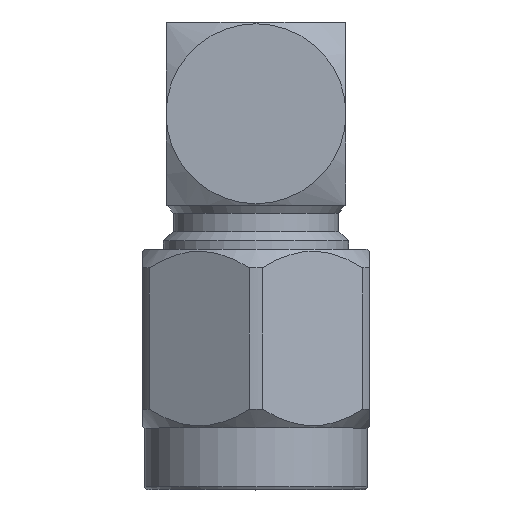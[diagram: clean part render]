
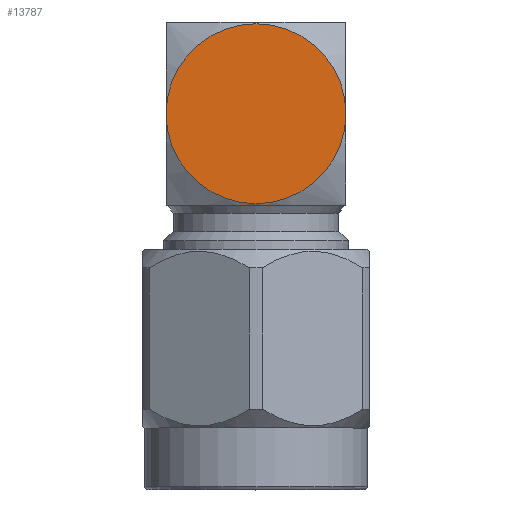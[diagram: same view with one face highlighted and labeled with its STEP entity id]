
A CAD part, top view. The second image highlights one B-rep face of the part: STEP entity #13787.
In plain terms, the highlighted face is planar.
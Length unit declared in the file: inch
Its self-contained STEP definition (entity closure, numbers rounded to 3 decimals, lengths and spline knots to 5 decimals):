
#534 = AXIS2_PLACEMENT_3D ( 'NONE', #1136, #2425, #7004 ) ;
#959 = PLANE ( 'NONE',  #534 ) ;
#1136 = CARTESIAN_POINT ( 'NONE',  ( -0.125, -1.65277, -0.125 ) ) ;
#2425 = DIRECTION ( 'NONE',  ( 1., 0., 0. ) ) ;
#5524 = CARTESIAN_POINT ( 'NONE',  ( -0.125, -0.52217, 0. ) ) ;
#7004 = DIRECTION ( 'NONE',  ( 0., 0., -1. ) ) ;
#7822 = AXIS2_PLACEMENT_3D ( 'NONE', #5524, #14189, #11318 ) ;
#10805 = CARTESIAN_POINT ( 'NONE',  ( -0.125, -0.52217, 0.125 ) ) ;
#11318 = DIRECTION ( 'NONE',  ( 0., 0., 1. ) ) ;
#11546 = ORIENTED_EDGE ( 'NONE', *, *, #19081, .F. ) ;
#11617 = CIRCLE ( 'NONE', #13502, 0.125 ) ;
#11695 = EDGE_LOOP ( 'NONE', ( #18522, #11546 ) ) ;
#11807 = VERTEX_POINT ( 'NONE', #17981 ) ;
#11904 = CARTESIAN_POINT ( 'NONE',  ( -0.125, -0.52217, 0. ) ) ;
#12209 = EDGE_CURVE ( 'NONE', #12558, #11807, #17547, .T. ) ;
#12558 = VERTEX_POINT ( 'NONE', #10805 ) ;
#13502 = AXIS2_PLACEMENT_3D ( 'NONE', #11904, #18092, #16329 ) ;
#13787 = ADVANCED_FACE ( 'NONE', ( #15859 ), #959, .F. ) ;
#14189 = DIRECTION ( 'NONE',  ( -1., 0., 0. ) ) ;
#15859 = FACE_OUTER_BOUND ( 'NONE', #11695, .T. ) ;
#16329 = DIRECTION ( 'NONE',  ( 0., 0., -1. ) ) ;
#17547 = CIRCLE ( 'NONE', #7822, 0.125 ) ;
#17981 = CARTESIAN_POINT ( 'NONE',  ( -0.125, -0.52217, -0.125 ) ) ;
#18092 = DIRECTION ( 'NONE',  ( 1., 0., 0. ) ) ;
#18522 = ORIENTED_EDGE ( 'NONE', *, *, #12209, .T. ) ;
#19081 = EDGE_CURVE ( 'NONE', #12558, #11807, #11617, .T. ) ;
